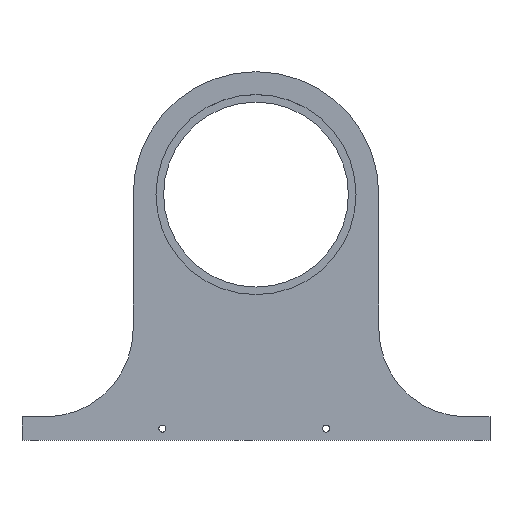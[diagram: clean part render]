
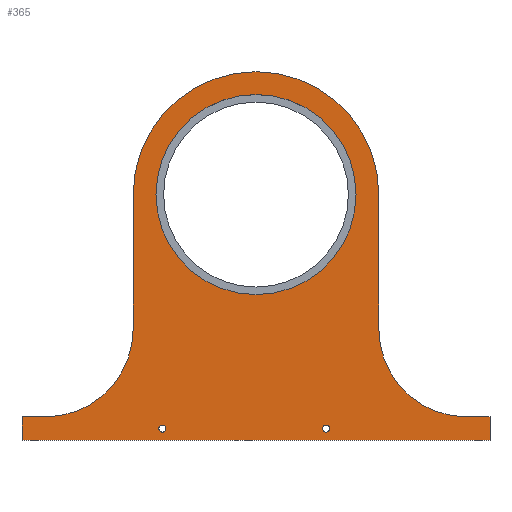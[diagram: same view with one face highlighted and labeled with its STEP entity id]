
A CAD part, top view. The second image highlights one B-rep face of the part: STEP entity #365.
In plain terms, the highlighted planar face has unit normal (0, 0, 1).
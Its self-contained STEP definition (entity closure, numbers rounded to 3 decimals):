
#20=FACE_BOUND('',#78,.T.);
#21=FACE_BOUND('',#79,.T.);
#22=FACE_BOUND('',#80,.T.);
#34=PLANE('',#416);
#53=FACE_OUTER_BOUND('',#77,.T.);
#77=EDGE_LOOP('',(#313,#314,#315,#316,#317,#318,#319,#320,#321,#322));
#78=EDGE_LOOP('',(#323));
#79=EDGE_LOOP('',(#324));
#80=EDGE_LOOP('',(#325));
#93=LINE('',#569,#123);
#97=LINE('',#581,#127);
#100=LINE('',#587,#130);
#103=LINE('',#593,#133);
#106=LINE('',#599,#136);
#109=LINE('',#605,#139);
#113=LINE('',#617,#143);
#123=VECTOR('',#468,10.);
#127=VECTOR('',#480,10.);
#130=VECTOR('',#485,10.);
#133=VECTOR('',#490,10.);
#136=VECTOR('',#495,10.);
#139=VECTOR('',#500,10.);
#143=VECTOR('',#512,10.);
#152=CIRCLE('',#393,1.5);
#154=CIRCLE('',#396,1.5);
#156=CIRCLE('',#399,42.75);
#158=CIRCLE('',#403,37.5);
#160=CIRCLE('',#411,37.5);
#162=CIRCLE('',#415,52.5);
#170=VERTEX_POINT('',#547);
#172=VERTEX_POINT('',#553);
#174=VERTEX_POINT('',#559);
#177=VERTEX_POINT('',#566);
#178=VERTEX_POINT('',#568);
#180=VERTEX_POINT('',#574);
#182=VERTEX_POINT('',#580);
#184=VERTEX_POINT('',#586);
#186=VERTEX_POINT('',#592);
#188=VERTEX_POINT('',#598);
#190=VERTEX_POINT('',#604);
#192=VERTEX_POINT('',#610);
#194=VERTEX_POINT('',#616);
#205=EDGE_CURVE('',#170,#170,#152,.T.);
#208=EDGE_CURVE('',#172,#172,#154,.T.);
#211=EDGE_CURVE('',#174,#174,#156,.T.);
#215=EDGE_CURVE('',#178,#177,#93,.T.);
#218=EDGE_CURVE('',#180,#178,#158,.T.);
#221=EDGE_CURVE('',#182,#180,#97,.T.);
#224=EDGE_CURVE('',#184,#182,#100,.T.);
#227=EDGE_CURVE('',#186,#184,#103,.T.);
#230=EDGE_CURVE('',#188,#186,#106,.T.);
#233=EDGE_CURVE('',#190,#188,#109,.T.);
#236=EDGE_CURVE('',#192,#190,#160,.T.);
#239=EDGE_CURVE('',#194,#192,#113,.T.);
#242=EDGE_CURVE('',#177,#194,#162,.T.);
#313=ORIENTED_EDGE('',*,*,#242,.T.);
#314=ORIENTED_EDGE('',*,*,#239,.T.);
#315=ORIENTED_EDGE('',*,*,#236,.T.);
#316=ORIENTED_EDGE('',*,*,#233,.T.);
#317=ORIENTED_EDGE('',*,*,#230,.T.);
#318=ORIENTED_EDGE('',*,*,#227,.T.);
#319=ORIENTED_EDGE('',*,*,#224,.T.);
#320=ORIENTED_EDGE('',*,*,#221,.T.);
#321=ORIENTED_EDGE('',*,*,#218,.T.);
#322=ORIENTED_EDGE('',*,*,#215,.T.);
#323=ORIENTED_EDGE('',*,*,#211,.T.);
#324=ORIENTED_EDGE('',*,*,#208,.T.);
#325=ORIENTED_EDGE('',*,*,#205,.T.);
#365=ADVANCED_FACE('',(#53,#20,#21,#22),#34,.T.);
#393=AXIS2_PLACEMENT_3D('',#548,#447,#448);
#396=AXIS2_PLACEMENT_3D('',#554,#454,#455);
#399=AXIS2_PLACEMENT_3D('',#560,#461,#462);
#403=AXIS2_PLACEMENT_3D('',#575,#474,#475);
#411=AXIS2_PLACEMENT_3D('',#611,#506,#507);
#415=AXIS2_PLACEMENT_3D('',#621,#518,#519);
#416=AXIS2_PLACEMENT_3D('',#622,#520,#521);
#447=DIRECTION('center_axis',(0.,0.,-1.));
#448=DIRECTION('ref_axis',(1.,0.,0.));
#454=DIRECTION('center_axis',(0.,0.,-1.));
#455=DIRECTION('ref_axis',(1.,0.,0.));
#461=DIRECTION('center_axis',(0.,0.,-1.));
#462=DIRECTION('ref_axis',(1.,0.,0.));
#468=DIRECTION('',(0.,1.,0.));
#474=DIRECTION('center_axis',(0.,0.,-1.));
#475=DIRECTION('ref_axis',(-1.,0.,0.));
#480=DIRECTION('',(-1.,0.,0.));
#485=DIRECTION('',(0.,1.,0.));
#490=DIRECTION('',(1.,0.,0.));
#495=DIRECTION('',(0.,-1.,0.));
#500=DIRECTION('',(-1.,0.,0.));
#506=DIRECTION('center_axis',(0.,0.,-1.));
#507=DIRECTION('ref_axis',(0.,-1.,0.));
#512=DIRECTION('',(0.,-1.,0.));
#518=DIRECTION('center_axis',(0.,0.,1.));
#519=DIRECTION('ref_axis',(1.,0.,0.));
#520=DIRECTION('center_axis',(0.,0.,1.));
#521=DIRECTION('ref_axis',(1.,0.,0.));
#547=CARTESIAN_POINT('',(-41.5,-100.,12.));
#548=CARTESIAN_POINT('Origin',(-40.,-100.,12.));
#553=CARTESIAN_POINT('',(28.5,-100.,12.));
#554=CARTESIAN_POINT('Origin',(30.,-100.,12.));
#559=CARTESIAN_POINT('',(-42.75,0.,12.));
#560=CARTESIAN_POINT('Origin',(0.,0.,12.));
#566=CARTESIAN_POINT('',(52.5,0.,12.));
#568=CARTESIAN_POINT('',(52.5,-57.5,12.));
#569=CARTESIAN_POINT('',(52.5,0.,12.));
#574=CARTESIAN_POINT('',(90.,-95.,12.));
#575=CARTESIAN_POINT('Origin',(90.,-57.5,12.));
#580=CARTESIAN_POINT('',(100.,-95.,12.));
#581=CARTESIAN_POINT('',(90.,-95.,12.));
#586=CARTESIAN_POINT('',(100.,-105.,12.));
#587=CARTESIAN_POINT('',(100.,-95.,12.));
#592=CARTESIAN_POINT('',(-100.,-105.,12.));
#593=CARTESIAN_POINT('',(100.,-105.,12.));
#598=CARTESIAN_POINT('',(-100.,-95.,12.));
#599=CARTESIAN_POINT('',(-100.,-105.,12.));
#604=CARTESIAN_POINT('',(-90.,-95.,12.));
#605=CARTESIAN_POINT('',(-100.,-95.,12.));
#610=CARTESIAN_POINT('',(-52.5,-57.5,12.));
#611=CARTESIAN_POINT('Origin',(-90.,-57.5,12.));
#616=CARTESIAN_POINT('',(-52.5,0.,12.));
#617=CARTESIAN_POINT('',(-52.5,0.,12.));
#621=CARTESIAN_POINT('Origin',(0.,0.,12.));
#622=CARTESIAN_POINT('Origin',(0.,-26.25,12.));
